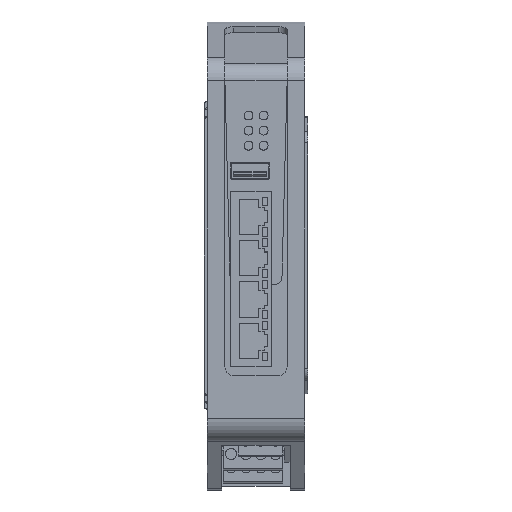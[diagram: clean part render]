
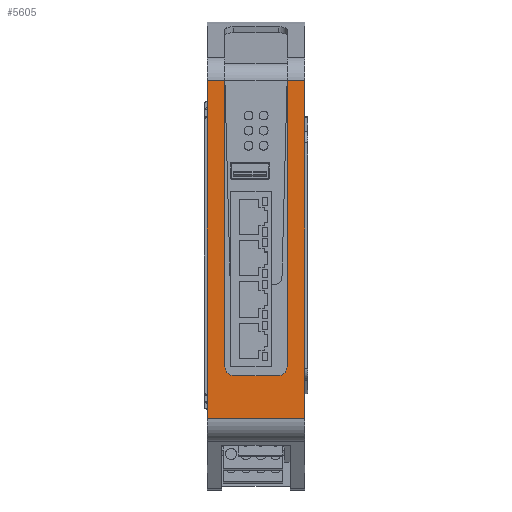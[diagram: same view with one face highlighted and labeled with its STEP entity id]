
A CAD part, top view. The second image highlights one B-rep face of the part: STEP entity #5605.
In plain terms, the highlighted planar face has unit normal (0, 0, 1).
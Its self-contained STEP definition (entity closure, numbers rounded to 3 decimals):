
#5537=AXIS2_PLACEMENT_3D('Plane Axis2P3D',#5534,#5535,#5536) ;
#5550=AXIS2_PLACEMENT_3D('Circle Axis2P3D',#5548,#5549,$) ;
#5590=AXIS2_PLACEMENT_3D('Circle Axis2P3D',#5588,#5589,$) ;
#909=CARTESIAN_POINT('Vertex',(1.,24.074,122.982)) ;
#912=CARTESIAN_POINT('Line Origine',(1.,81.051,122.982)) ;
#916=CARTESIAN_POINT('Vertex',(1.,138.028,122.982)) ;
#5514=CARTESIAN_POINT('Line Origine',(28.5,138.028,122.982)) ;
#5518=CARTESIAN_POINT('Vertex',(7.,138.028,122.982)) ;
#5534=CARTESIAN_POINT('Axis2P3D Location',(28.5,138.028,122.982)) ;
#5539=CARTESIAN_POINT('Line Origine',(17.5,38.451,122.982)) ;
#5543=CARTESIAN_POINT('Vertex',(10.,38.451,122.982)) ;
#5545=CARTESIAN_POINT('Vertex',(25.,38.451,122.982)) ;
#5548=CARTESIAN_POINT('Axis2P3D Location',(10.,41.451,122.982)) ;
#5552=CARTESIAN_POINT('Vertex',(7.,41.451,122.982)) ;
#5555=CARTESIAN_POINT('Line Origine',(7.,89.74,122.982)) ;
#5560=CARTESIAN_POINT('Line Origine',(17.5,24.074,122.982)) ;
#5564=CARTESIAN_POINT('Vertex',(34.,24.074,122.982)) ;
#5567=CARTESIAN_POINT('Line Origine',(34.,81.051,122.982)) ;
#5571=CARTESIAN_POINT('Vertex',(34.,138.028,122.982)) ;
#5574=CARTESIAN_POINT('Line Origine',(31.,138.028,122.982)) ;
#5578=CARTESIAN_POINT('Vertex',(28.,138.028,122.982)) ;
#5581=CARTESIAN_POINT('Line Origine',(28.,89.74,122.982)) ;
#5585=CARTESIAN_POINT('Vertex',(28.,41.451,122.982)) ;
#5588=CARTESIAN_POINT('Axis2P3D Location',(25.,41.451,122.982)) ;
#913=DIRECTION('Vector Direction',(0.,-1.,0.)) ;
#5515=DIRECTION('Vector Direction',(1.,0.,0.)) ;
#5535=DIRECTION('Axis2P3D Direction',(-0.,0.,1.)) ;
#5536=DIRECTION('Axis2P3D XDirection',(0.,-1.,0.)) ;
#5540=DIRECTION('Vector Direction',(1.,0.,0.)) ;
#5549=DIRECTION('Axis2P3D Direction',(-0.,0.,1.)) ;
#5556=DIRECTION('Vector Direction',(0.,1.,0.)) ;
#5561=DIRECTION('Vector Direction',(1.,0.,0.)) ;
#5568=DIRECTION('Vector Direction',(0.,-1.,0.)) ;
#5575=DIRECTION('Vector Direction',(1.,0.,0.)) ;
#5582=DIRECTION('Vector Direction',(0.,1.,0.)) ;
#5589=DIRECTION('Axis2P3D Direction',(-0.,0.,1.)) ;
#914=VECTOR('Line Direction',#913,1.) ;
#5516=VECTOR('Line Direction',#5515,1.) ;
#5541=VECTOR('Line Direction',#5540,1.) ;
#5557=VECTOR('Line Direction',#5556,1.) ;
#5562=VECTOR('Line Direction',#5561,1.) ;
#5569=VECTOR('Line Direction',#5568,1.) ;
#5576=VECTOR('Line Direction',#5575,1.) ;
#5583=VECTOR('Line Direction',#5582,1.) ;
#5594=ORIENTED_EDGE('',*,*,#5547,.F.) ;
#5595=ORIENTED_EDGE('',*,*,#5554,.T.) ;
#5596=ORIENTED_EDGE('',*,*,#5559,.T.) ;
#5597=ORIENTED_EDGE('',*,*,#5520,.F.) ;
#5598=ORIENTED_EDGE('',*,*,#918,.T.) ;
#5599=ORIENTED_EDGE('',*,*,#5566,.T.) ;
#5600=ORIENTED_EDGE('',*,*,#5573,.F.) ;
#5601=ORIENTED_EDGE('',*,*,#5580,.F.) ;
#5602=ORIENTED_EDGE('',*,*,#5587,.F.) ;
#5603=ORIENTED_EDGE('',*,*,#5592,.T.) ;
#5605=ADVANCED_FACE('Router',(#5604),#5538,.T.) ;
#5551=CIRCLE('generated circle',#5550,3.) ;
#5591=CIRCLE('generated circle',#5590,3.) ;
#918=EDGE_CURVE('',#917,#910,#915,.T.) ;
#5520=EDGE_CURVE('',#917,#5519,#5517,.T.) ;
#5547=EDGE_CURVE('',#5544,#5546,#5542,.T.) ;
#5554=EDGE_CURVE('',#5544,#5553,#5551,.F.) ;
#5559=EDGE_CURVE('',#5553,#5519,#5558,.T.) ;
#5566=EDGE_CURVE('',#910,#5565,#5563,.T.) ;
#5573=EDGE_CURVE('',#5572,#5565,#5570,.T.) ;
#5580=EDGE_CURVE('',#5579,#5572,#5577,.T.) ;
#5587=EDGE_CURVE('',#5586,#5579,#5584,.T.) ;
#5592=EDGE_CURVE('',#5586,#5546,#5591,.F.) ;
#5593=EDGE_LOOP('',(#5594,#5595,#5596,#5597,#5598,#5599,#5600,#5601,#5602,#5603)) ;
#5604=FACE_OUTER_BOUND('',#5593,.T.) ;
#915=LINE('Line',#912,#914) ;
#5517=LINE('Line',#5514,#5516) ;
#5542=LINE('Line',#5539,#5541) ;
#5558=LINE('Line',#5555,#5557) ;
#5563=LINE('Line',#5560,#5562) ;
#5570=LINE('Line',#5567,#5569) ;
#5577=LINE('Line',#5574,#5576) ;
#5584=LINE('Line',#5581,#5583) ;
#5538=PLANE('',#5537) ;
#910=VERTEX_POINT('',#909) ;
#917=VERTEX_POINT('',#916) ;
#5519=VERTEX_POINT('',#5518) ;
#5544=VERTEX_POINT('',#5543) ;
#5546=VERTEX_POINT('',#5545) ;
#5553=VERTEX_POINT('',#5552) ;
#5565=VERTEX_POINT('',#5564) ;
#5572=VERTEX_POINT('',#5571) ;
#5579=VERTEX_POINT('',#5578) ;
#5586=VERTEX_POINT('',#5585) ;
